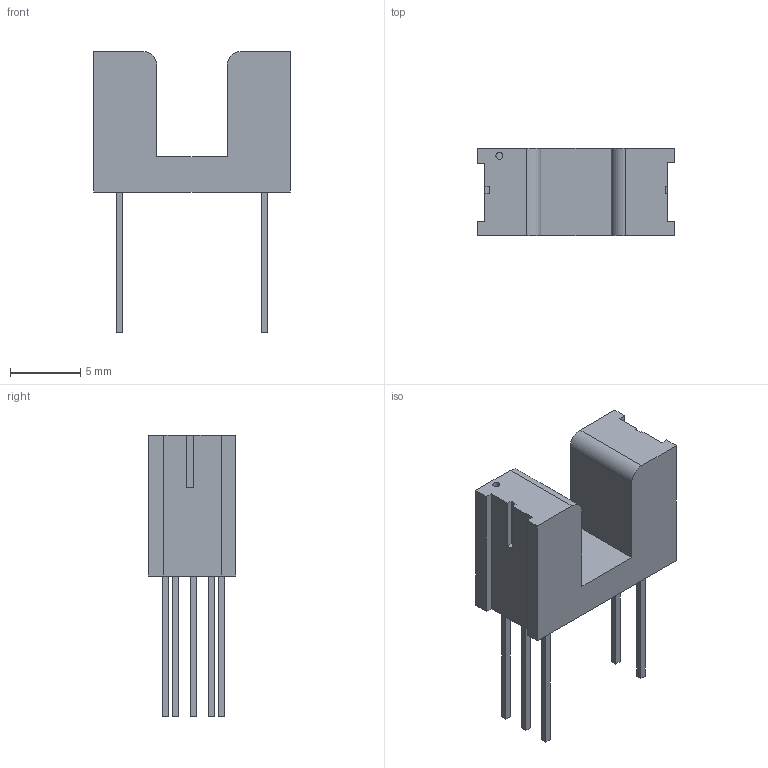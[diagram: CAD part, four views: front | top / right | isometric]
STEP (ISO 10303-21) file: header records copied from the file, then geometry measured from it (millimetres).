
FILE_DESCRIPTION(('FreeCAD Model'),'2;1');
FILE_NAME('Pin001_sp.step','2017-08-19T09:08:22',( 'kicad StepUp'),('ksu MCAD'),'Open CASCADE STEP processor 7.1', 'FreeCAD','Unknown');
FILE_SCHEMA(('AUTOMOTIVE_DESIGN { 1 0 10303 214 1 1 1 1 }'));
Length unit declared in the file: millimetre
Products named in the file (1): Pin001_sp
Bounding box: 14 x 6.2 x 20 mm (x, y, z)
Volume: 600.4 mm3; surface area: 695.9 mm2
Topology: 1 solids, 1 shells, 55 faces, 141 edges, 94 vertices
Faces by surface type: plane 52, cylinder 3
Full cylindrical faces by diameter (mm): 0.5 x1
Entity records: 1123 total; most frequent: ORIENTED_EDGE 218, CARTESIAN_POINT 145, EDGE_CURVE 141, LINE 131, VERTEX_POINT 94, FACE_BOUND 61, EDGE_LOOP 61, AXIS2_PLACEMENT_3D 59
